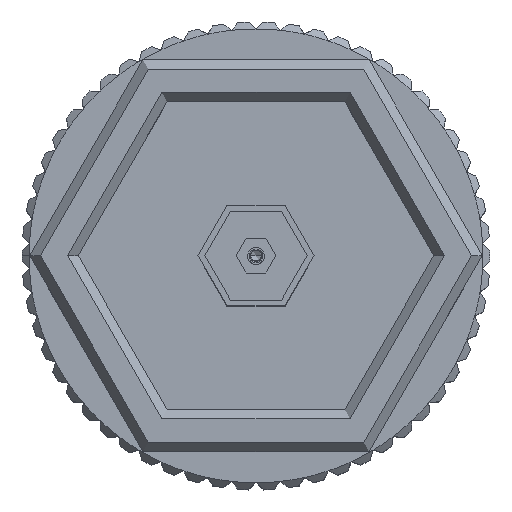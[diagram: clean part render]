
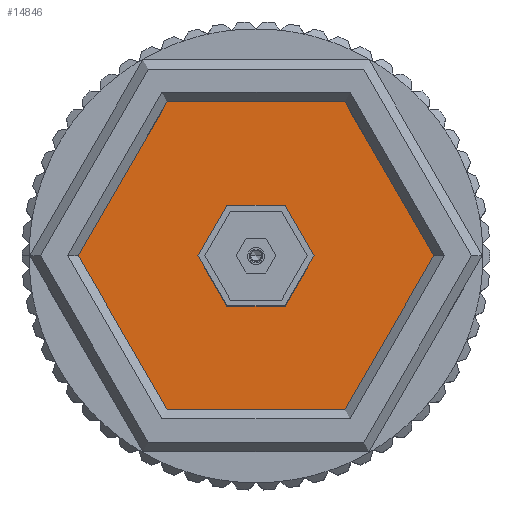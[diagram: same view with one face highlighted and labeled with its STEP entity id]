
A CAD part, top view. The second image highlights one B-rep face of the part: STEP entity #14846.
In plain terms, the highlighted planar face has unit normal (0, 0, 1).
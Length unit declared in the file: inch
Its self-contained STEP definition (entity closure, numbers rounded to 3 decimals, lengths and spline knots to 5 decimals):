
#2490 = VERTEX_POINT ( 'NONE', #32751 ) ;
#3769 = DIRECTION ( 'NONE',  ( 0., 0., 1. ) ) ;
#4050 = VERTEX_POINT ( 'NONE', #7619 ) ;
#4157 = EDGE_CURVE ( 'NONE', #2490, #4050, #29547, .T. ) ;
#4277 = CARTESIAN_POINT ( 'NONE',  ( 0.63506, 0.70403, 1.12183 ) ) ;
#4286 = DIRECTION ( 'NONE',  ( 1., 0., 0. ) ) ;
#5907 = AXIS2_PLACEMENT_3D ( 'NONE', #31865, #16699, #31198 ) ;
#7619 = CARTESIAN_POINT ( 'NONE',  ( 0.52856, 0.70403, 1.12183 ) ) ;
#8756 = CARTESIAN_POINT ( 'NONE',  ( 0.63506, 0.70403, 1.12183 ) ) ;
#9881 = EDGE_CURVE ( 'NONE', #31210, #31043, #12786, .T. ) ;
#11575 = DIRECTION ( 'NONE',  ( 1., 0., 0. ) ) ;
#11754 = ORIENTED_EDGE ( 'NONE', *, *, #9881, .T. ) ;
#11808 = ORIENTED_EDGE ( 'NONE', *, *, #24112, .F. ) ;
#12786 = CIRCLE ( 'NONE', #31400, 0.34646 ) ;
#13625 = ORIENTED_EDGE ( 'NONE', *, *, #20086, .T. ) ;
#14074 = AXIS2_PLACEMENT_3D ( 'NONE', #4277, #29735, #24215 ) ;
#14846 = ADVANCED_FACE ( 'NONE', ( #22010, #29191 ), #31515, .T. ) ;
#14962 = CARTESIAN_POINT ( 'NONE',  ( 0.63506, 0.70403, 1.12183 ) ) ;
#15782 = CARTESIAN_POINT ( 'NONE',  ( 0.2886, 0.70403, 1.12183 ) ) ;
#16699 = DIRECTION ( 'NONE',  ( 0., 0., 1. ) ) ;
#17003 = DIRECTION ( 'NONE',  ( 0., 0., 1. ) ) ;
#17148 = CARTESIAN_POINT ( 'NONE',  ( 0.98151, 0.70403, 1.12183 ) ) ;
#19506 = EDGE_LOOP ( 'NONE', ( #11754, #13625 ) ) ;
#19525 = CIRCLE ( 'NONE', #31763, 0.34646 ) ;
#20086 = EDGE_CURVE ( 'NONE', #31043, #31210, #19525, .T. ) ;
#21321 = CIRCLE ( 'NONE', #5907, 0.1065 ) ;
#22010 = FACE_OUTER_BOUND ( 'NONE', #19506, .T. ) ;
#22233 = DIRECTION ( 'NONE',  ( 0., 0., 1. ) ) ;
#24112 = EDGE_CURVE ( 'NONE', #4050, #2490, #21321, .T. ) ;
#24215 = DIRECTION ( 'NONE',  ( 1., 0., 0. ) ) ;
#26647 = EDGE_LOOP ( 'NONE', ( #11808, #30465 ) ) ;
#26833 = AXIS2_PLACEMENT_3D ( 'NONE', #14962, #17003, #27478 ) ;
#27478 = DIRECTION ( 'NONE',  ( 1., 0., 0. ) ) ;
#29191 = FACE_BOUND ( 'NONE', #26647, .T. ) ;
#29547 = CIRCLE ( 'NONE', #14074, 0.1065 ) ;
#29735 = DIRECTION ( 'NONE',  ( 0., 0., 1. ) ) ;
#29748 = CARTESIAN_POINT ( 'NONE',  ( 0.63506, 0.70403, 1.12183 ) ) ;
#30465 = ORIENTED_EDGE ( 'NONE', *, *, #4157, .F. ) ;
#31043 = VERTEX_POINT ( 'NONE', #17148 ) ;
#31198 = DIRECTION ( 'NONE',  ( 1., 0., 0. ) ) ;
#31210 = VERTEX_POINT ( 'NONE', #15782 ) ;
#31400 = AXIS2_PLACEMENT_3D ( 'NONE', #8756, #3769, #11575 ) ;
#31515 = PLANE ( 'NONE',  #26833 ) ;
#31763 = AXIS2_PLACEMENT_3D ( 'NONE', #29748, #22233, #4286 ) ;
#31865 = CARTESIAN_POINT ( 'NONE',  ( 0.63506, 0.70403, 1.12183 ) ) ;
#32751 = CARTESIAN_POINT ( 'NONE',  ( 0.74155, 0.70403, 1.12183 ) ) ;
